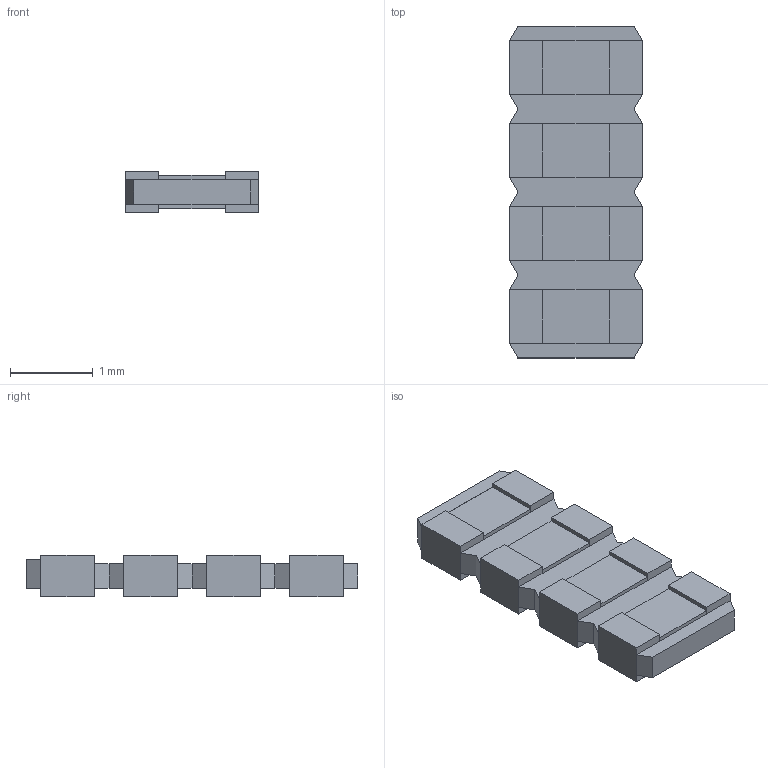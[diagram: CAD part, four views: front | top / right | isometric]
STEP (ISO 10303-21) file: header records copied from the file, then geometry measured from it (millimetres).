
FILE_DESCRIPTION((''),'2;1');
FILE_NAME('RN_VISHAY_PRA100I4.stp','2011-05-18T11:06:52',(''),(''),'Mechanical Desktop 2011','Mechanical Desktop 2011',', , ');
FILE_SCHEMA(('AUTOMOTIVE_DESIGN { 1 2 10303 214 1 1 1 1 }'));
Length unit declared in the file: millimetre
Products named in the file (1): Product
Bounding box: 1.6 x 4 x 0.5 mm (x, y, z)
Volume: 2.5 mm3; surface area: 31.4 mm2
Topology: 17 solids, 17 shells, 108 faces, 222 edges, 148 vertices
Faces by surface type: plane 108
Entity records: 2829 total; most frequent: CARTESIAN_POINT 479, ORIENTED_EDGE 444, DIRECTION 440, VECTOR 222, LINE 222, EDGE_CURVE 222, VERTEX_POINT 148, AXIS2_PLACEMENT_3D 109
